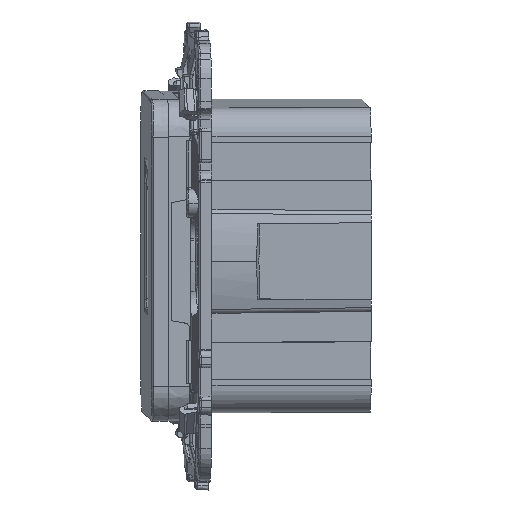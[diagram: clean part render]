
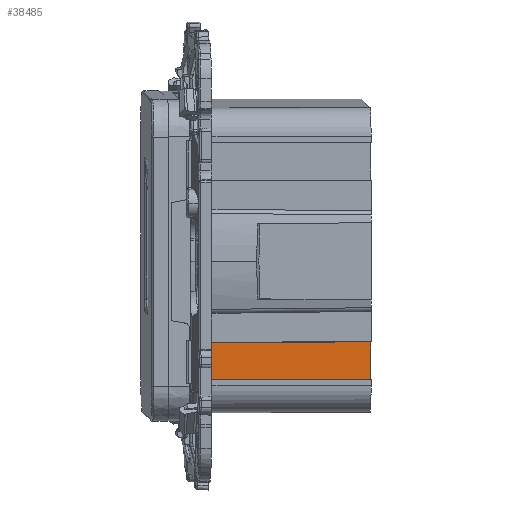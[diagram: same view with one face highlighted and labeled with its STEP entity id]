
A CAD part, left-side view. The second image highlights one B-rep face of the part: STEP entity #38485.
In plain terms, the highlighted face is planar.
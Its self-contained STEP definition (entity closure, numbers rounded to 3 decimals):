
#1921 = ORIENTED_EDGE ( 'NONE', *, *, #10452, .T. ) ;
#2141 = VECTOR ( 'NONE', #69647, 1000. ) ;
#2174 = VECTOR ( 'NONE', #30491, 1000. ) ;
#2399 = EDGE_CURVE ( 'NONE', #52579, #66002, #38195, .T. ) ;
#3083 = CARTESIAN_POINT ( 'NONE',  ( 24.143, 18.102, 0.602 ) ) ;
#3308 = DIRECTION ( 'NONE',  ( 0., 1., -0.002 ) ) ;
#3915 = VERTEX_POINT ( 'NONE', #20673 ) ;
#4376 = CARTESIAN_POINT ( 'NONE',  ( 24.236, 12.997, -2.075 ) ) ;
#4507 = VECTOR ( 'NONE', #28745, 1000. ) ;
#4540 = CARTESIAN_POINT ( 'NONE',  ( 24.236, 12.967, -2.075 ) ) ;
#5266 = VERTEX_POINT ( 'NONE', #51084 ) ;
#6025 = CARTESIAN_POINT ( 'NONE',  ( 24.17, 13.085, -0.176 ) ) ;
#6092 = EDGE_CURVE ( 'NONE', #69064, #3915, #16565, .T. ) ;
#6232 = CARTESIAN_POINT ( 'NONE',  ( 24.17, 13.098, -0.177 ) ) ;
#6300 = ORIENTED_EDGE ( 'NONE', *, *, #17399, .T. ) ;
#6760 = ORIENTED_EDGE ( 'NONE', *, *, #25116, .F. ) ;
#7617 = VECTOR ( 'NONE', #26320, 1000. ) ;
#7652 = DIRECTION ( 'NONE',  ( 0., -1., 0.002 ) ) ;
#8130 = CARTESIAN_POINT ( 'NONE',  ( 24.17, 18.906, -0.185 ) ) ;
#8710 = CARTESIAN_POINT ( 'NONE',  ( 24.143, 12.971, 0.61 ) ) ;
#9627 = VERTEX_POINT ( 'NONE', #49182 ) ;
#10210 = ORIENTED_EDGE ( 'NONE', *, *, #65901, .T. ) ;
#10330 = CARTESIAN_POINT ( 'NONE',  ( 24.236, 18.997, -2.084 ) ) ;
#10452 = EDGE_CURVE ( 'NONE', #45597, #47655, #50096, .T. ) ;
#11370 = VECTOR ( 'NONE', #17978, 1000. ) ;
#11707 = CARTESIAN_POINT ( 'NONE',  ( 24.17, 13.094, -0.176 ) ) ;
#12501 = VECTOR ( 'NONE', #60145, 1000. ) ;
#13482 = VECTOR ( 'NONE', #7652, 1000. ) ;
#14129 = VERTEX_POINT ( 'NONE', #23031 ) ;
#14192 = B_SPLINE_CURVE_WITH_KNOTS ( 'NONE', 3,
 ( #28476, #11707, #55980, #6025 ),
 .UNSPECIFIED., .F., .F.,
 ( 4, 4 ),
 ( 0.998, 1. ),
 .UNSPECIFIED. ) ;
#14837 = VECTOR ( 'NONE', #62219, 1000. ) ;
#15618 = CARTESIAN_POINT ( 'NONE',  ( 23.224, 13.011, 26.907 ) ) ;
#15962 = EDGE_CURVE ( 'NONE', #5266, #56596, #20305, .T. ) ;
#16342 = VERTEX_POINT ( 'NONE', #20919 ) ;
#16565 = LINE ( 'NONE', #33688, #11370 ) ;
#16612 = CARTESIAN_POINT ( 'NONE',  ( 24.401, 12.959, -6.772 ) ) ;
#17151 = EDGE_CURVE ( 'NONE', #14129, #55424, #66290, .T. ) ;
#17233 = DIRECTION ( 'NONE',  ( 0., 1., -0.002 ) ) ;
#17235 = LINE ( 'NONE', #39036, #12501 ) ;
#17399 = EDGE_CURVE ( 'NONE', #5266, #45597, #17235, .T. ) ;
#17978 = DIRECTION ( 'NONE',  ( -0.024, 0.714, 0.699 ) ) ;
#19620 = ORIENTED_EDGE ( 'NONE', *, *, #36411, .T. ) ;
#19754 = ORIENTED_EDGE ( 'NONE', *, *, #6092, .T. ) ;
#19925 = ORIENTED_EDGE ( 'NONE', *, *, #30593, .F. ) ;
#20305 = LINE ( 'NONE', #15618, #2141 ) ;
#20673 = CARTESIAN_POINT ( 'NONE',  ( 24.143, 13.9, 0.608 ) ) ;
#20919 = CARTESIAN_POINT ( 'NONE',  ( 24.236, 12.997, -2.075 ) ) ;
#21516 = DIRECTION ( 'NONE',  ( 0.035, 0.007, -0.999 ) ) ;
#23031 = CARTESIAN_POINT ( 'NONE',  ( 24.236, 13.049, -2.075 ) ) ;
#23284 = DIRECTION ( 'NONE',  ( 0.024, 0.712, -0.702 ) ) ;
#23382 = LINE ( 'NONE', #45837, #36581 ) ;
#24215 = CARTESIAN_POINT ( 'NONE',  ( 24.17, 18.915, -0.185 ) ) ;
#24730 = DIRECTION ( 'NONE',  ( -0.999, 0., -0.035 ) ) ;
#25116 = EDGE_CURVE ( 'NONE', #14129, #16342, #53436, .T. ) ;
#25443 = VECTOR ( 'NONE', #23284, 1000. ) ;
#26320 = DIRECTION ( 'NONE',  ( 0., -1., 0.002 ) ) ;
#26640 = EDGE_CURVE ( 'NONE', #47655, #16342, #36503, .T. ) ;
#27403 = ORIENTED_EDGE ( 'NONE', *, *, #43317, .T. ) ;
#27543 = VERTEX_POINT ( 'NONE', #3083 ) ;
#27956 = EDGE_CURVE ( 'NONE', #9627, #52579, #57163, .T. ) ;
#28476 = CARTESIAN_POINT ( 'NONE',  ( 24.17, 13.098, -0.177 ) ) ;
#28745 = DIRECTION ( 'NONE',  ( -0.035, 0.019, 0.999 ) ) ;
#29319 = CARTESIAN_POINT ( 'NONE',  ( 24.24, 18.947, -2.184 ) ) ;
#29918 = CARTESIAN_POINT ( 'NONE',  ( 24.17, 18.901, -0.185 ) ) ;
#29985 = DIRECTION ( 'NONE',  ( 0., 1., -0.002 ) ) ;
#30491 = DIRECTION ( 'NONE',  ( 0., 1., -0.002 ) ) ;
#30593 = EDGE_CURVE ( 'NONE', #53573, #9627, #41217, .T. ) ;
#32741 = CARTESIAN_POINT ( 'NONE',  ( 23.224, 19.071, 26.898 ) ) ;
#33688 = CARTESIAN_POINT ( 'NONE',  ( 22.523, 61.21, 46.934 ) ) ;
#35957 = CARTESIAN_POINT ( 'NONE',  ( 24.17, 18.91, -0.185 ) ) ;
#36411 = EDGE_CURVE ( 'NONE', #27543, #66002, #40025, .T. ) ;
#36503 = LINE ( 'NONE', #4376, #63765 ) ;
#36581 = VECTOR ( 'NONE', #67327, 1000. ) ;
#38195 = B_SPLINE_CURVE_WITH_KNOTS ( 'NONE', 3,
 ( #24215, #35957, #8130, #29918 ),
 .UNSPECIFIED., .F., .F.,
 ( 4, 4 ),
 ( 0., 0.002 ),
 .UNSPECIFIED. ) ;
#38485 = ADVANCED_FACE ( 'NONE', ( #47904 ), #64355, .F. ) ;
#38489 = DIRECTION ( 'NONE',  ( -0.035, 0.01, 0.999 ) ) ;
#39036 = CARTESIAN_POINT ( 'NONE',  ( 20.812, 13.116, 95.99 ) ) ;
#40025 = LINE ( 'NONE', #50389, #25443 ) ;
#41064 = CARTESIAN_POINT ( 'NONE',  ( 24.132, 0.001, 0.943 ) ) ;
#41217 = LINE ( 'NONE', #58003, #13482 ) ;
#41910 = LINE ( 'NONE', #8710, #2174 ) ;
#42228 = VECTOR ( 'NONE', #29985, 1000. ) ;
#43317 = EDGE_CURVE ( 'NONE', #3915, #27543, #41910, .T. ) ;
#43784 = EDGE_CURVE ( 'NONE', #69064, #55424, #14192, .T. ) ;
#43957 = ORIENTED_EDGE ( 'NONE', *, *, #27956, .F. ) ;
#44551 = CARTESIAN_POINT ( 'NONE',  ( 24.236, 18.997, -2.084 ) ) ;
#45597 = VERTEX_POINT ( 'NONE', #52270 ) ;
#45837 = CARTESIAN_POINT ( 'NONE',  ( 20.812, 19.177, 95.981 ) ) ;
#46489 = EDGE_LOOP ( 'NONE', ( #19925, #52918, #10210, #58319, #68370, #6300, #1921, #70418, #6760, #47391, #51938, #19754, #27403, #19620, #63942, #43957 ) ) ;
#47391 = ORIENTED_EDGE ( 'NONE', *, *, #17151, .T. ) ;
#47655 = VERTEX_POINT ( 'NONE', #59427 ) ;
#47904 = FACE_OUTER_BOUND ( 'NONE', #46489, .T. ) ;
#49182 = CARTESIAN_POINT ( 'NONE',  ( 24.236, 18.945, -2.084 ) ) ;
#49903 = LINE ( 'NONE', #44551, #62329 ) ;
#50096 = LINE ( 'NONE', #66910, #50365 ) ;
#50365 = VECTOR ( 'NONE', #17233, 1000. ) ;
#50389 = CARTESIAN_POINT ( 'NONE',  ( 22.417, -32.145, 50.104 ) ) ;
#51084 = CARTESIAN_POINT ( 'NONE',  ( 23.224, 13.011, 26.907 ) ) ;
#51938 = ORIENTED_EDGE ( 'NONE', *, *, #43784, .F. ) ;
#52270 = CARTESIAN_POINT ( 'NONE',  ( 24.132, 12.971, 0.923 ) ) ;
#52579 = VERTEX_POINT ( 'NONE', #68570 ) ;
#52811 = CARTESIAN_POINT ( 'NONE',  ( 24.17, 18.901, -0.185 ) ) ;
#52918 = ORIENTED_EDGE ( 'NONE', *, *, #58143, .T. ) ;
#53436 = LINE ( 'NONE', #4540, #7617 ) ;
#53573 = VERTEX_POINT ( 'NONE', #10330 ) ;
#54969 = EDGE_CURVE ( 'NONE', #56596, #55778, #23382, .T. ) ;
#55424 = VERTEX_POINT ( 'NONE', #70800 ) ;
#55778 = VERTEX_POINT ( 'NONE', #67439 ) ;
#55980 = CARTESIAN_POINT ( 'NONE',  ( 24.17, 13.089, -0.176 ) ) ;
#56596 = VERTEX_POINT ( 'NONE', #32741 ) ;
#57163 = LINE ( 'NONE', #29319, #14837 ) ;
#57585 = CARTESIAN_POINT ( 'NONE',  ( 20.812, 13.116, 95.99 ) ) ;
#58003 = CARTESIAN_POINT ( 'NONE',  ( 24.236, 12.967, -2.075 ) ) ;
#58143 = EDGE_CURVE ( 'NONE', #53573, #60265, #49903, .T. ) ;
#58319 = ORIENTED_EDGE ( 'NONE', *, *, #54969, .F. ) ;
#59427 = CARTESIAN_POINT ( 'NONE',  ( 24.132, 12.975, 0.923 ) ) ;
#60145 = DIRECTION ( 'NONE',  ( 0.035, -0.002, -0.999 ) ) ;
#60265 = VERTEX_POINT ( 'NONE', #63543 ) ;
#62219 = DIRECTION ( 'NONE',  ( -0.035, -0.016, 0.999 ) ) ;
#62329 = VECTOR ( 'NONE', #38489, 1000. ) ;
#63207 = LINE ( 'NONE', #41064, #42228 ) ;
#63543 = CARTESIAN_POINT ( 'NONE',  ( 24.132, 19.028, 0.914 ) ) ;
#63765 = VECTOR ( 'NONE', #21516, 1000. ) ;
#63942 = ORIENTED_EDGE ( 'NONE', *, *, #2399, .F. ) ;
#64355 = PLANE ( 'NONE',  #66832 ) ;
#65901 = EDGE_CURVE ( 'NONE', #60265, #55778, #63207, .T. ) ;
#66002 = VERTEX_POINT ( 'NONE', #52811 ) ;
#66290 = LINE ( 'NONE', #16612, #4507 ) ;
#66832 = AXIS2_PLACEMENT_3D ( 'NONE', #57585, #24730, #3308 ) ;
#66910 = CARTESIAN_POINT ( 'NONE',  ( 24.132, 0.001, 0.943 ) ) ;
#67327 = DIRECTION ( 'NONE',  ( 0.035, -0.002, -0.999 ) ) ;
#67439 = CARTESIAN_POINT ( 'NONE',  ( 24.132, 19.032, 0.914 ) ) ;
#68370 = ORIENTED_EDGE ( 'NONE', *, *, #15962, .F. ) ;
#68570 = CARTESIAN_POINT ( 'NONE',  ( 24.17, 18.915, -0.185 ) ) ;
#69064 = VERTEX_POINT ( 'NONE', #6232 ) ;
#69647 = DIRECTION ( 'NONE',  ( 0., 1., -0.002 ) ) ;
#70418 = ORIENTED_EDGE ( 'NONE', *, *, #26640, .T. ) ;
#70800 = CARTESIAN_POINT ( 'NONE',  ( 24.17, 13.085, -0.176 ) ) ;
